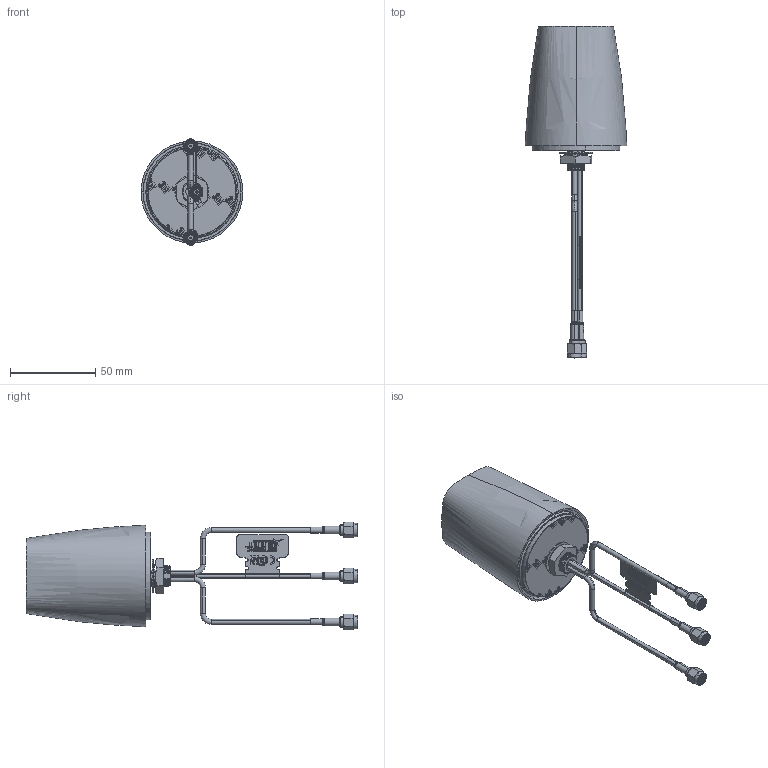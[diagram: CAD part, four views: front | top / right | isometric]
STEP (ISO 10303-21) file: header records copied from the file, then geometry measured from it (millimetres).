
FILE_DESCRIPTION (( 'STEP AP214' ), '1' );
FILE_NAME ('MA183.W.001_Web .STEP', '2024-09-24T01:55:55', ( '' ), ( '' ), 'SwSTEP 2.0', 'SolidWorks 2022', '' );
FILE_SCHEMA (( 'AUTOMOTIVE_DESIGN' ));
Length unit declared in the file: millimetre
Products named in the file (1): MA183.W.001_Web 
Bounding box: 59.37 x 194.2 x 63.02 mm (x, y, z)
Surface area: 40092.3 mm2 (no closed solid volume)
Topology: 0 solids, 79 shells, 494 faces, 3214 edges, 2782 vertices
Faces by surface type: plane 166, cylinder 162, torus 68, bspline 63, cone 35
Entity records: 73284 total; most frequent: CARTESIAN_POINT 45914, ORIENTED_EDGE 4327, DIRECTION 3663, EDGE_CURVE 3214, VERTEX_POINT 2782, VECTOR 1771, LINE 1771, AXIS2_PLACEMENT_3D 946
